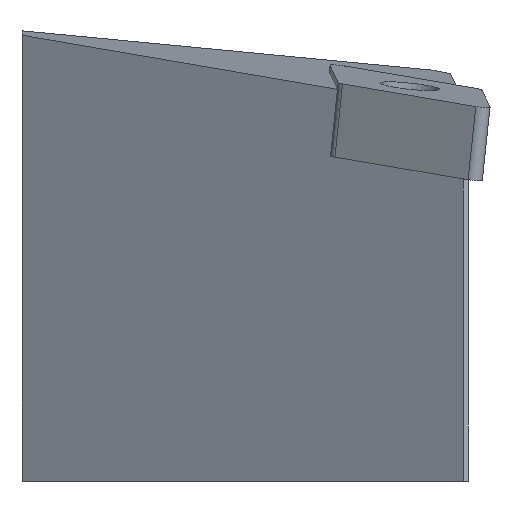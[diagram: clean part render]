
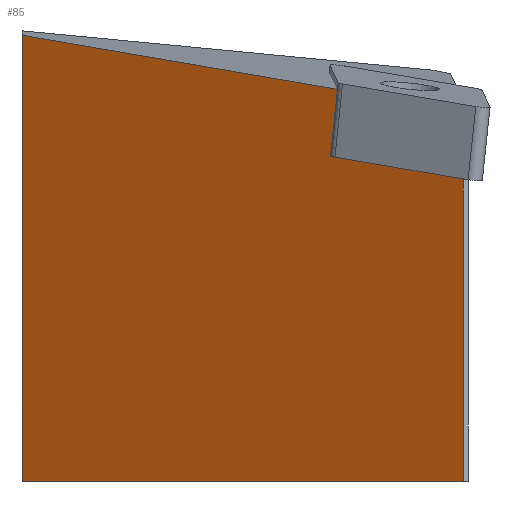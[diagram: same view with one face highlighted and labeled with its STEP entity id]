
A CAD part, left-side view. The second image highlights one B-rep face of the part: STEP entity #85.
In plain terms, the highlighted planar face has unit normal (-0.848, 0.53, 0).
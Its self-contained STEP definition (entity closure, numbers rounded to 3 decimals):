
#85=ADVANCED_FACE('',(#123),#104,.F.);
#104=PLANE('',#483);
#123=FACE_OUTER_BOUND('',#150,.T.);
#150=EDGE_LOOP('',(#231,#232,#233,#234));
#231=ORIENTED_EDGE('',*,*,#354,.T.);
#232=ORIENTED_EDGE('',*,*,#355,.T.);
#233=ORIENTED_EDGE('',*,*,#356,.F.);
#234=ORIENTED_EDGE('',*,*,#353,.T.);
#300=VERTEX_POINT('',#694);
#304=VERTEX_POINT('',#702);
#305=VERTEX_POINT('',#706);
#306=VERTEX_POINT('',#708);
#353=EDGE_CURVE('',#300,#304,#399,.T.);
#354=EDGE_CURVE('',#304,#305,#400,.T.);
#355=EDGE_CURVE('',#305,#306,#401,.T.);
#356=EDGE_CURVE('',#300,#306,#402,.T.);
#399=LINE('',#703,#443);
#400=LINE('',#705,#444);
#401=LINE('',#707,#445);
#402=LINE('',#709,#446);
#443=VECTOR('',#577,1.);
#444=VECTOR('',#580,1.);
#445=VECTOR('',#581,1.);
#446=VECTOR('',#582,1.);
#483=AXIS2_PLACEMENT_3D('',#710,#583,#584);
#577=DIRECTION('',(0.,0.,-1.));
#580=DIRECTION('',(-0.53,-0.848,0.));
#581=DIRECTION('',(0.,0.,1.));
#582=DIRECTION('',(-0.524,-0.839,-0.144));
#583=DIRECTION('',(0.848,-0.53,0.));
#584=DIRECTION('',(0.53,0.848,0.));
#694=CARTESIAN_POINT('',(26.354,40.23,6.334));
#702=CARTESIAN_POINT('',(26.354,40.23,-31.915));
#703=CARTESIAN_POINT('',(26.354,40.23,8.085));
#705=CARTESIAN_POINT('',(26.354,40.23,-31.915));
#706=CARTESIAN_POINT('',(2.687,2.354,-31.915));
#707=CARTESIAN_POINT('',(2.687,2.354,8.085));
#708=CARTESIAN_POINT('',(2.687,2.354,-0.156));
#709=CARTESIAN_POINT('',(26.486,40.441,6.37));
#710=CARTESIAN_POINT('',(26.354,40.23,8.085));
